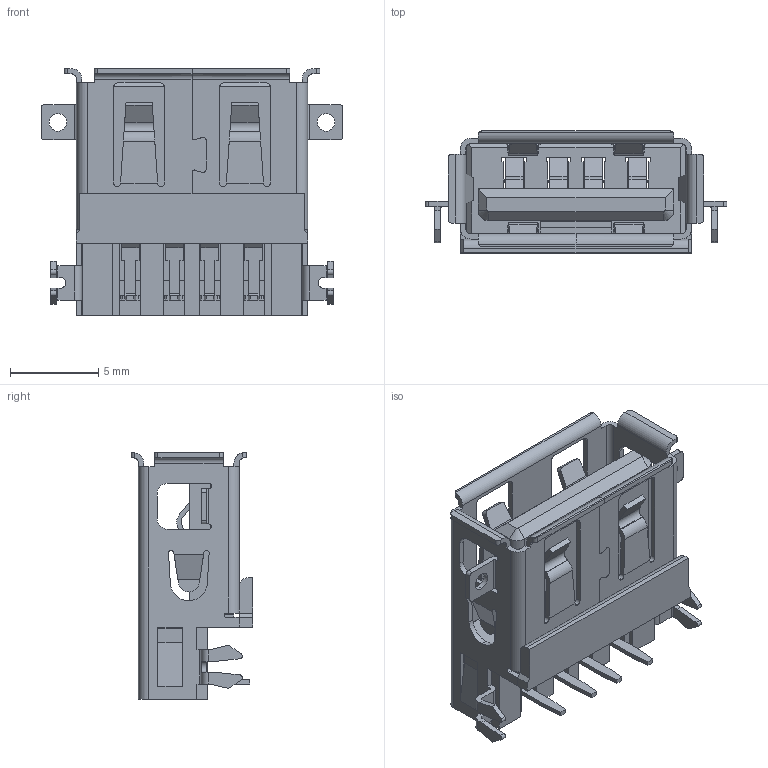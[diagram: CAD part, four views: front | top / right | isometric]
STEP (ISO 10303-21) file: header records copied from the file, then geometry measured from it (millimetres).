
FILE_DESCRIPTION (( 'STEP AP214' ), '1' );
FILE_NAME ('0482580002.STEP', '2019-05-10T22:54:27', ( '' ), ( '' ), 'SwSTEP 2.0', 'SolidWorks 2017', '' );
FILE_SCHEMA (( 'AUTOMOTIVE_DESIGN' ));
Length unit declared in the file: millimetre
Products named in the file (1): 0482580002
Bounding box: 17.1 x 6.9 x 14 mm (x, y, z)
Volume: 443.1 mm3; surface area: 1759.2 mm2
Topology: 6 solids, 6 shells, 602 faces, 1752 edges, 1156 vertices
Faces by surface type: plane 433, cylinder 167, cone 2
Entity records: 20177 total; most frequent: CARTESIAN_POINT 4224, ORIENTED_EDGE 3504, DIRECTION 3042, EDGE_CURVE 1752, VECTOR 1398, LINE 1398, VERTEX_POINT 1156, AXIS2_PLACEMENT_3D 822
